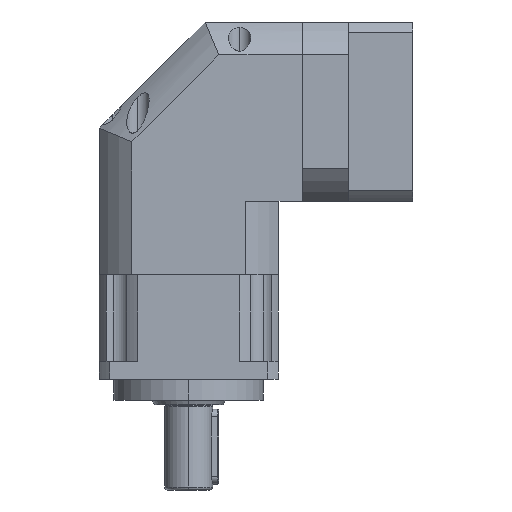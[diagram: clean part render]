
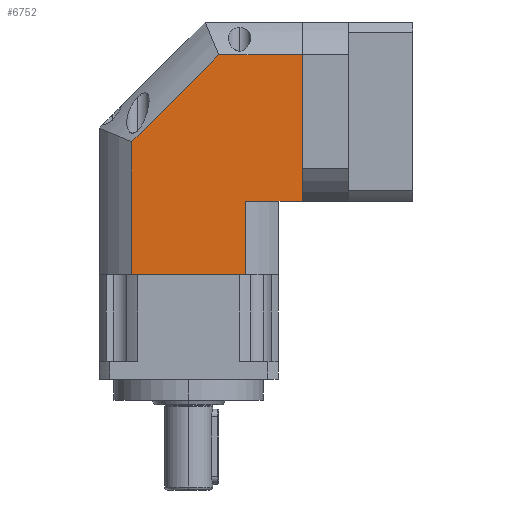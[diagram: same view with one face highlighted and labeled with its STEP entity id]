
A CAD part, left-side view. The second image highlights one B-rep face of the part: STEP entity #6752.
In plain terms, the highlighted planar face has unit normal (-1, 0, 0).
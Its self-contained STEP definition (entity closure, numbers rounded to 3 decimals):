
#5556 = CARTESIAN_POINT ( 'NONE',  ( -30., -18.98, 24.5 ) ) ;
#5589 = CARTESIAN_POINT ( 'NONE',  ( -30., 18.98, 44.435 ) ) ;
#5591 = CARTESIAN_POINT ( 'NONE',  ( -30., 18.98, 0. ) ) ;
#5594 = CARTESIAN_POINT ( 'NONE',  ( -30., -10.065, 73.48 ) ) ;
#5598 = CARTESIAN_POINT ( 'NONE',  ( -30., -18.98, 0. ) ) ;
#5600 = CARTESIAN_POINT ( 'NONE',  ( -30., -38., 24.5 ) ) ;
#5601 = CARTESIAN_POINT ( 'NONE',  ( -30., -38., 73.48 ) ) ;
#6752 = ADVANCED_FACE ( 'NONE', ( #15164 ), #16537, .F. ) ;
#7408 = EDGE_CURVE ( 'NONE', #13400, #13405, #19569, .T. ) ;
#7409 = EDGE_CURVE ( 'NONE', #13402, #13400, #19570, .T. ) ;
#7410 = EDGE_CURVE ( 'NONE', #13402, #13409, #19572, .T. ) ;
#7411 = EDGE_CURVE ( 'NONE', #13367, #13409, #19574, .T. ) ;
#7412 = EDGE_CURVE ( 'NONE', #13367, #13411, #19576, .T. ) ;
#7413 = EDGE_CURVE ( 'NONE', #13411, #13412, #19580, .T. ) ;
#7414 = EDGE_CURVE ( 'NONE', #13405, #13412, #19582, .T. ) ;
#7687 = ORIENTED_EDGE ( 'NONE', *, *, #7408, .F. ) ;
#7688 = ORIENTED_EDGE ( 'NONE', *, *, #7409, .F. ) ;
#7689 = ORIENTED_EDGE ( 'NONE', *, *, #7410, .T. ) ;
#7690 = ORIENTED_EDGE ( 'NONE', *, *, #7411, .F. ) ;
#8331 = ORIENTED_EDGE ( 'NONE', *, *, #7412, .T. ) ;
#8332 = ORIENTED_EDGE ( 'NONE', *, *, #7413, .T. ) ;
#8333 = ORIENTED_EDGE ( 'NONE', *, *, #7414, .F. ) ;
#11656 = EDGE_LOOP ( 'NONE', ( #7687, #7688, #7689, #7690, #8331, #8332, #8333 ) ) ;
#12445 = AXIS2_PLACEMENT_3D ( 'NONE', #16533, #16539, #16540 ) ;
#13367 = VERTEX_POINT ( 'NONE', #5556 ) ;
#13400 = VERTEX_POINT ( 'NONE', #5589 ) ;
#13402 = VERTEX_POINT ( 'NONE', #5591 ) ;
#13405 = VERTEX_POINT ( 'NONE', #5594 ) ;
#13409 = VERTEX_POINT ( 'NONE', #5598 ) ;
#13411 = VERTEX_POINT ( 'NONE', #5600 ) ;
#13412 = VERTEX_POINT ( 'NONE', #5601 ) ;
#15164 = FACE_OUTER_BOUND ( 'NONE', #11656, .T. ) ;
#16533 = CARTESIAN_POINT ( 'NONE',  ( -30., 0., 0. ) ) ;
#16537 = PLANE ( 'NONE',  #12445 ) ;
#16539 = DIRECTION ( 'NONE',  ( 1., 0., 0. ) ) ;
#16540 = DIRECTION ( 'NONE',  ( 0., 0., -1. ) ) ;
#19569 = LINE ( 'NONE', #20802, #19573 ) ;
#19570 = LINE ( 'NONE', #20793, #19575 ) ;
#19572 = LINE ( 'NONE', #20808, #19577 ) ;
#19573 = VECTOR ( 'NONE', #20810, 1000. ) ;
#19574 = LINE ( 'NONE', #20811, #19579 ) ;
#19575 = VECTOR ( 'NONE', #20812, 1000. ) ;
#19576 = LINE ( 'NONE', #20813, #19581 ) ;
#19577 = VECTOR ( 'NONE', #20814, 1000. ) ;
#19579 = VECTOR ( 'NONE', #20816, 1000. ) ;
#19580 = LINE ( 'NONE', #20819, #19583 ) ;
#19581 = VECTOR ( 'NONE', #20818, 1000. ) ;
#19582 = LINE ( 'NONE', #20821, #19585 ) ;
#19583 = VECTOR ( 'NONE', #20820, 1000. ) ;
#19585 = VECTOR ( 'NONE', #20823, 1000. ) ;
#20793 = CARTESIAN_POINT ( 'NONE',  ( -30., 18.98, 84.5 ) ) ;
#20802 = CARTESIAN_POINT ( 'NONE',  ( -30., 46.708, 16.708 ) ) ;
#20808 = CARTESIAN_POINT ( 'NONE',  ( -30., -30., 0. ) ) ;
#20810 = DIRECTION ( 'NONE',  ( 0., -0.707, 0.707 ) ) ;
#20811 = CARTESIAN_POINT ( 'NONE',  ( -30., -18.98, 40.084 ) ) ;
#20812 = DIRECTION ( 'NONE',  ( 0., 0., 1. ) ) ;
#20813 = CARTESIAN_POINT ( 'NONE',  ( -30., -38., 24.5 ) ) ;
#20814 = DIRECTION ( 'NONE',  ( 0., -1., 0. ) ) ;
#20816 = DIRECTION ( 'NONE',  ( 0., 0., -1. ) ) ;
#20818 = DIRECTION ( 'NONE',  ( 0., -1., 0. ) ) ;
#20819 = CARTESIAN_POINT ( 'NONE',  ( -30., -38., 84.5 ) ) ;
#20820 = DIRECTION ( 'NONE',  ( 0., 0., 1. ) ) ;
#20821 = CARTESIAN_POINT ( 'NONE',  ( -30., 30., 73.48 ) ) ;
#20823 = DIRECTION ( 'NONE',  ( 0., -1., 0. ) ) ;
